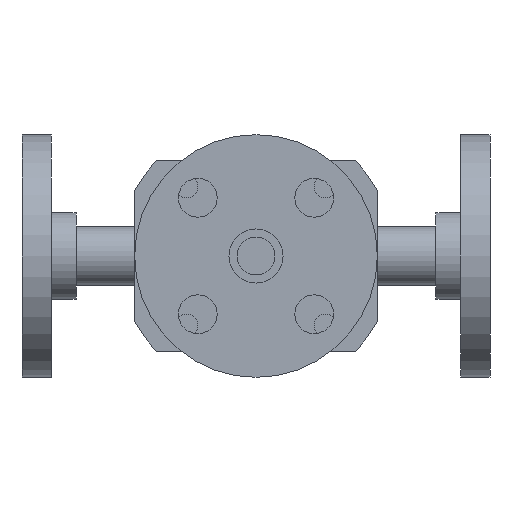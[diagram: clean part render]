
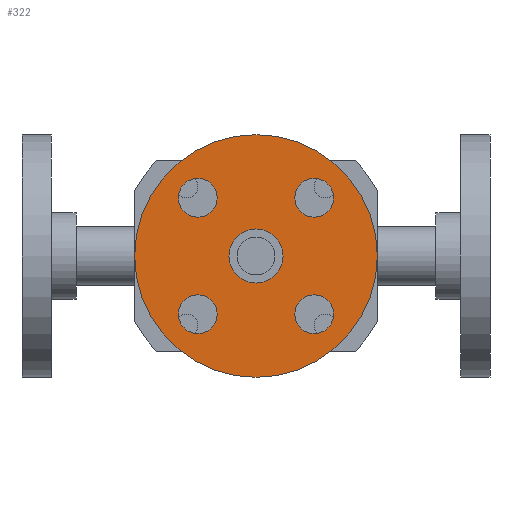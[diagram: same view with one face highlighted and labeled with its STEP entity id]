
A CAD part, front view. The second image highlights one B-rep face of the part: STEP entity #322.
In plain terms, the highlighted planar face has unit normal (0, -1, 0).
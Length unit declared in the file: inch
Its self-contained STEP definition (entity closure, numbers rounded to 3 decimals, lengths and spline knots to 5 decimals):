
#175=CARTESIAN_POINT('',(0.83969,-1.875,0.55969));
#176=VERTEX_POINT('',#175);
#177=CARTESIAN_POINT('',(0.83969,-1.875,0.83969));
#178=DIRECTION('',(0.0,1.0,0.0));
#179=DIRECTION('',(0.0,0.0,1.0));
#180=AXIS2_PLACEMENT_3D('',#177,#178,#179);
#181=CIRCLE('',#180,0.28);
#182=EDGE_CURVE('',#176,#176,#181,.T.);
#203=CARTESIAN_POINT('',(-0.55969,-1.875,0.83969));
#204=VERTEX_POINT('',#203);
#205=CARTESIAN_POINT('',(-0.83969,-1.875,0.83969));
#206=DIRECTION('',(0.0,1.0,0.0));
#207=DIRECTION('',(-1.0,0.0,0.0));
#208=AXIS2_PLACEMENT_3D('',#205,#206,#207);
#209=CIRCLE('',#208,0.28);
#210=EDGE_CURVE('',#204,#204,#209,.T.);
#231=CARTESIAN_POINT('',(-0.83969,-1.875,-0.55969));
#232=VERTEX_POINT('',#231);
#233=CARTESIAN_POINT('',(-0.83969,-1.875,-0.83969));
#234=DIRECTION('',(0.0,1.0,0.0));
#235=DIRECTION('',(0.0,0.0,-1.0));
#236=AXIS2_PLACEMENT_3D('',#233,#234,#235);
#237=CIRCLE('',#236,0.28);
#238=EDGE_CURVE('',#232,#232,#237,.T.);
#259=CARTESIAN_POINT('',(0.55969,-1.875,-0.83969));
#260=VERTEX_POINT('',#259);
#261=CARTESIAN_POINT('',(0.83969,-1.875,-0.83969));
#262=DIRECTION('',(0.0,1.0,0.0));
#263=DIRECTION('',(1.0,0.0,0.0));
#264=AXIS2_PLACEMENT_3D('',#261,#262,#263);
#265=CIRCLE('',#264,0.28);
#266=EDGE_CURVE('',#260,#260,#265,.T.);
#276=CARTESIAN_POINT('',(0.39,-1.875,0.));
#277=VERTEX_POINT('',#276);
#278=CARTESIAN_POINT('',(0.,-1.875,0.));
#279=DIRECTION('',(0.0,1.0,0.0));
#280=DIRECTION('',(1.0,0.0,0.0));
#281=AXIS2_PLACEMENT_3D('',#278,#279,#280);
#282=CIRCLE('',#281,0.39);
#283=EDGE_CURVE('',#277,#277,#282,.T.);
#291=CARTESIAN_POINT('',(1.07,-1.875,0.));
#292=DIRECTION('',(0.0,-1.0,0.0));
#293=DIRECTION('',(0.0,0.0,1.0));
#294=AXIS2_PLACEMENT_3D('',#291,#292,#293);
#295=PLANE('',#294);
#296=CARTESIAN_POINT('',(1.75,-1.875,0.));
#297=VERTEX_POINT('',#296);
#298=CARTESIAN_POINT('',(0.,-1.875,0.));
#299=DIRECTION('',(0.0,1.0,0.0));
#300=DIRECTION('',(1.0,0.0,0.0));
#301=AXIS2_PLACEMENT_3D('',#298,#299,#300);
#302=CIRCLE('',#301,1.75);
#303=EDGE_CURVE('',#297,#297,#302,.T.);
#304=ORIENTED_EDGE('',*,*,#303,.F.);
#305=EDGE_LOOP('',(#304));
#306=FACE_OUTER_BOUND('',#305,.T.);
#307=ORIENTED_EDGE('',*,*,#182,.T.);
#308=EDGE_LOOP('',(#307));
#309=FACE_BOUND('',#308,.T.);
#310=ORIENTED_EDGE('',*,*,#210,.T.);
#311=EDGE_LOOP('',(#310));
#312=FACE_BOUND('',#311,.T.);
#313=ORIENTED_EDGE('',*,*,#238,.T.);
#314=EDGE_LOOP('',(#313));
#315=FACE_BOUND('',#314,.T.);
#316=ORIENTED_EDGE('',*,*,#266,.T.);
#317=EDGE_LOOP('',(#316));
#318=FACE_BOUND('',#317,.T.);
#319=ORIENTED_EDGE('',*,*,#283,.T.);
#320=EDGE_LOOP('',(#319));
#321=FACE_BOUND('',#320,.T.);
#322=ADVANCED_FACE('',(#306,#309,#312,#315,#318,#321),#295,.T.);
